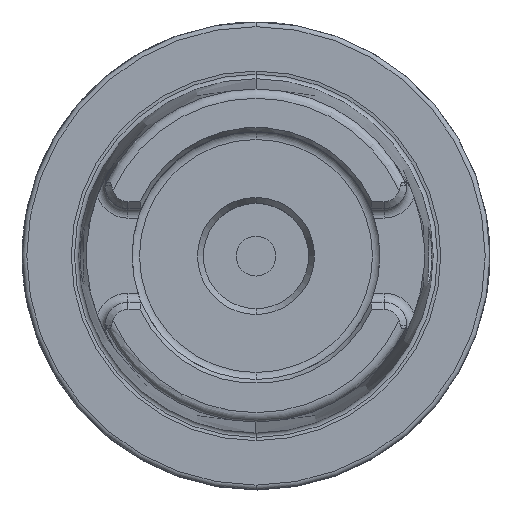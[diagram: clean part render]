
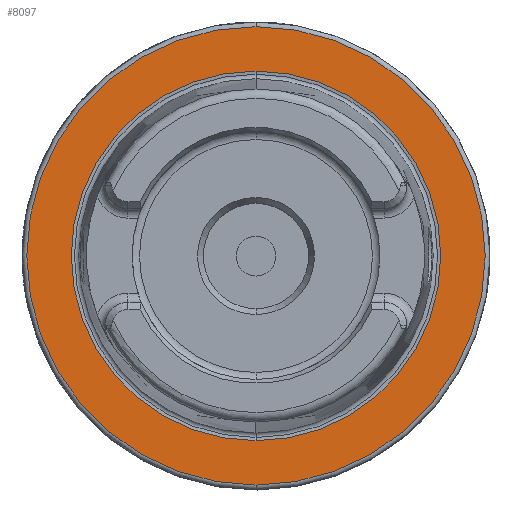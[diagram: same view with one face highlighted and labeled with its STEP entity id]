
A CAD part, top view. The second image highlights one B-rep face of the part: STEP entity #8097.
In plain terms, the highlighted planar face has unit normal (0, 0, 1).
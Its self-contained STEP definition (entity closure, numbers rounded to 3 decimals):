
#2065=CARTESIAN_POINT('',(0,0,29));
#2066=DIRECTION('',(0,0,1));
#2067=DIRECTION('',(0,1,0));
#2068=AXIS2_PLACEMENT_3D('',#2065,#2066,#2067);
#2070=CARTESIAN_POINT('',(0,0,29));
#2071=DIRECTION('',(0,0,1));
#2072=DIRECTION('',(0,-1,0));
#2073=AXIS2_PLACEMENT_3D('',#2070,#2071,#2072);
#2083=CARTESIAN_POINT('',(0,0,29));
#2084=DIRECTION('',(0,0,1));
#2085=DIRECTION('',(0,1,0));
#2086=AXIS2_PLACEMENT_3D('',#2083,#2084,#2085);
#2088=CARTESIAN_POINT('',(0,0,29));
#2089=DIRECTION('',(0,0,-1));
#2090=DIRECTION('',(0,1,0));
#2091=AXIS2_PLACEMENT_3D('',#2088,#2089,#2090);
#4565=CARTESIAN_POINT('',(0,39.499,29));
#4567=VERTEX_POINT('',#4565);
#4601=CARTESIAN_POINT('',(0,-39.499,29));
#4603=VERTEX_POINT('',#4601);
#4613=CARTESIAN_POINT('',(0,49,29));
#4614=CARTESIAN_POINT('',(0.,-49,29));
#4615=VERTEX_POINT('',#4613);
#4616=VERTEX_POINT('',#4614);
#8081=CARTESIAN_POINT('',(0,0,29));
#8082=DIRECTION('',(0,0,-1));
#8083=DIRECTION('',(0,-1,0));
#8084=AXIS2_PLACEMENT_3D('',#8081,#8082,#8083);
#8085=PLANE('',#8084);
#8086=ORIENTED_EDGE('',*,*,#8071,.F.);
#8088=ORIENTED_EDGE('',*,*,#8087,.F.);
#8089=EDGE_LOOP('',(#8086,#8088));
#8090=FACE_OUTER_BOUND('',#8089,.F.);
#8092=ORIENTED_EDGE('',*,*,#8091,.T.);
#8094=ORIENTED_EDGE('',*,*,#8093,.F.);
#8095=EDGE_LOOP('',(#8092,#8094));
#8096=FACE_BOUND('',#8095,.F.);
#8097=ADVANCED_FACE('',(#8090,#8096),#8085,.F.);
#2069=CIRCLE('',#2068,49);
#2074=CIRCLE('',#2073,49);
#2087=CIRCLE('',#2086,39.499);
#2092=CIRCLE('',#2091,39.499);
#8071=EDGE_CURVE('',#4615,#4616,#2069,.T.);
#8087=EDGE_CURVE('',#4616,#4615,#2074,.T.);
#8091=EDGE_CURVE('',#4567,#4603,#2087,.T.);
#8093=EDGE_CURVE('',#4567,#4603,#2092,.T.);
